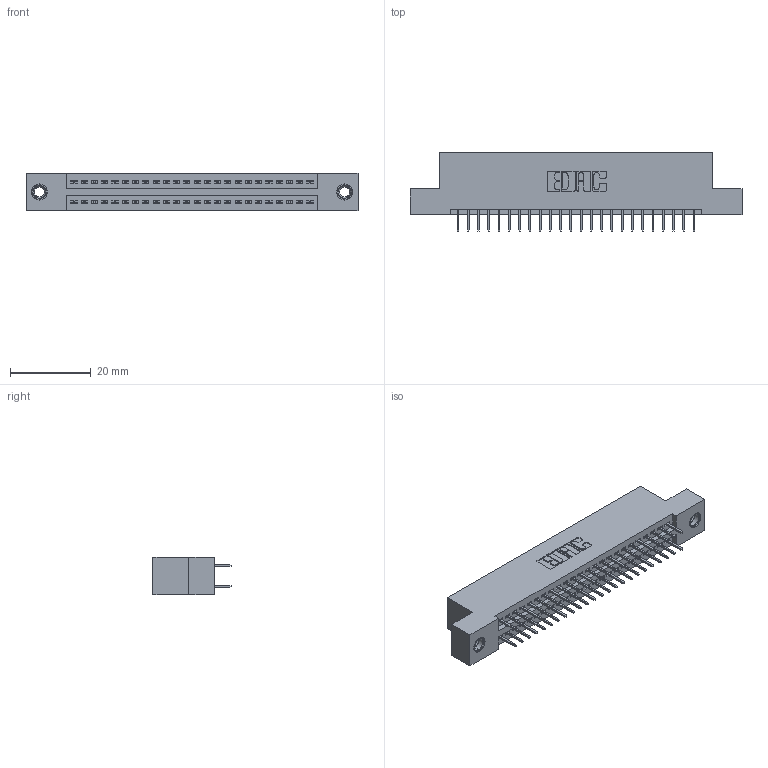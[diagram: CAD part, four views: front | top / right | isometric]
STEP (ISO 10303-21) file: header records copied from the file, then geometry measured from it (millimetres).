
FILE_DESCRIPTION (( 'STEP AP203' ), '1' );
FILE_NAME ('345-048-524-207.STEP', '2019-10-29T04:22:01', ( '' ), ( '' ), 'SwSTEP 2.0', 'SolidWorks 2016', '' );
FILE_SCHEMA (( 'CONFIG_CONTROL_DESIGN' ));
Length unit declared in the file: inch
Products named in the file (4): 345-048-524-207; 345-250-001_345-250-005-103; 345-292-001_345-293-124; 345 Part_Flush Mounting Lugs - 0.156 Dia-TI
Assembly tree (51 placements, depth 2):
  345-048-524-207
    345 Part_Flush Mounting Lugs - 0.156 Dia-TI
    345-292-001_345-293-124  x48
    345-250-001_345-250-005-103  x2
Bounding box: 82.17 x 19.35 x 9.4 mm (x, y, z)
Volume: 7728.7 mm3; surface area: 10911.9 mm2
Topology: 51 solids, 51 shells, 2778 faces, 7821 edges, 5014 vertices
Faces by surface type: plane 1984, cylinder 778, cone 12, torus 4
Entity records: 22514 total; most frequent: CARTESIAN_POINT 3771, ORIENTED_EDGE 3698, DIRECTION 3375, EDGE_CURVE 1849, LINE 1605, VECTOR 1605, VERTEX_POINT 1224, AXIS2_PLACEMENT_3D 885
